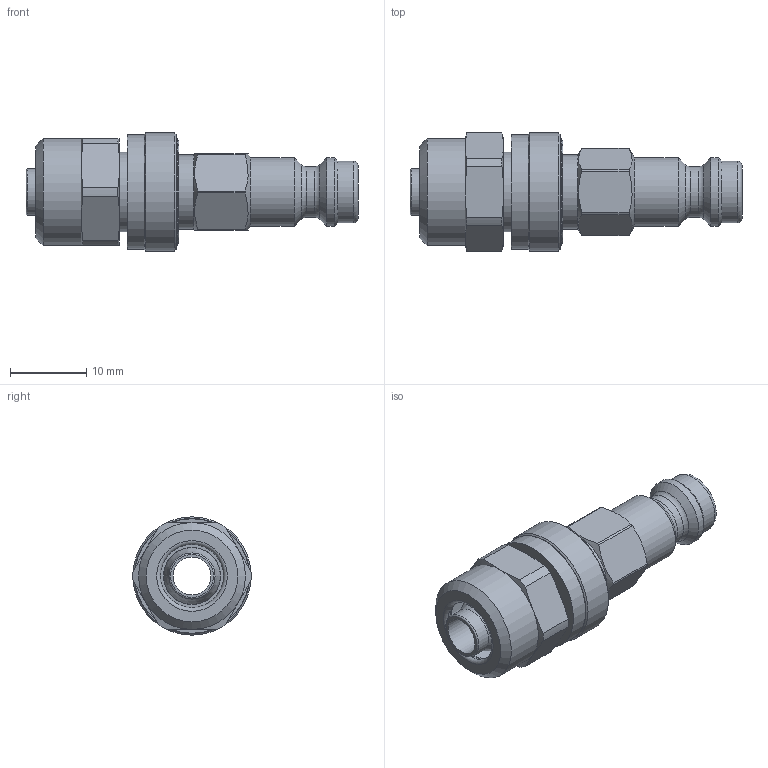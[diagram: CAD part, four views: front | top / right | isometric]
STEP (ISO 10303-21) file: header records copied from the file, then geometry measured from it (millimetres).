
FILE_DESCRIPTION(/* description */ (''),/* implementation_level */ '2;1');
FILE_NAME(/* name */ '21sfko08mxx6.stp',/* time_stamp */ '2021-06-17T15:51:15+02:00',/* author */ ('IA176480'),/* organization */ (''),/* preprocessor_version */ 'ST-DEVELOPER v17.2',/* originating_system */ 'Autodesk Inventor 2019',/* authorisation */ '');
FILE_SCHEMA (('CONFIG_CONTROL_DESIGN'));
Length unit declared in the file: millimetre
Products named in the file (4): 21SFKO08MXX6; 21SFKO08MXX6S; SM08; D103012
Assembly tree (3 placements, depth 2):
  21SFKO08MXX6
    21SFKO08MXX6S
    SM08
    D103012
Bounding box: 43.5 x 15.5 x 15.5 mm (x, y, z)
Volume: 3563.5 mm3; surface area: 3865.6 mm2
Topology: 3 solids, 3 shells, 87 faces, 241 edges, 165 vertices
Faces by surface type: cylinder 30, cone 27, plane 23, torus 7
Full cylindrical faces by diameter (mm): 4.95 x1, 6.05 x1, 6.65 x1, 6.7 x1, 8.1 x1, 8.25 x1, 9 x2, 9.7 x1, 10.4 x1, 11.153 x1, 12 x1, 13.85 x1, 14 x2, 14.05 x1, 15 x1, 15.5 x1
Entity records: 3032 total; most frequent: CARTESIAN_POINT 572, DIRECTION 541, ORIENTED_EDGE 482, AXIS2_PLACEMENT_3D 242, EDGE_CURVE 241, VERTEX_POINT 165, CIRCLE 148, EDGE_LOOP 98
